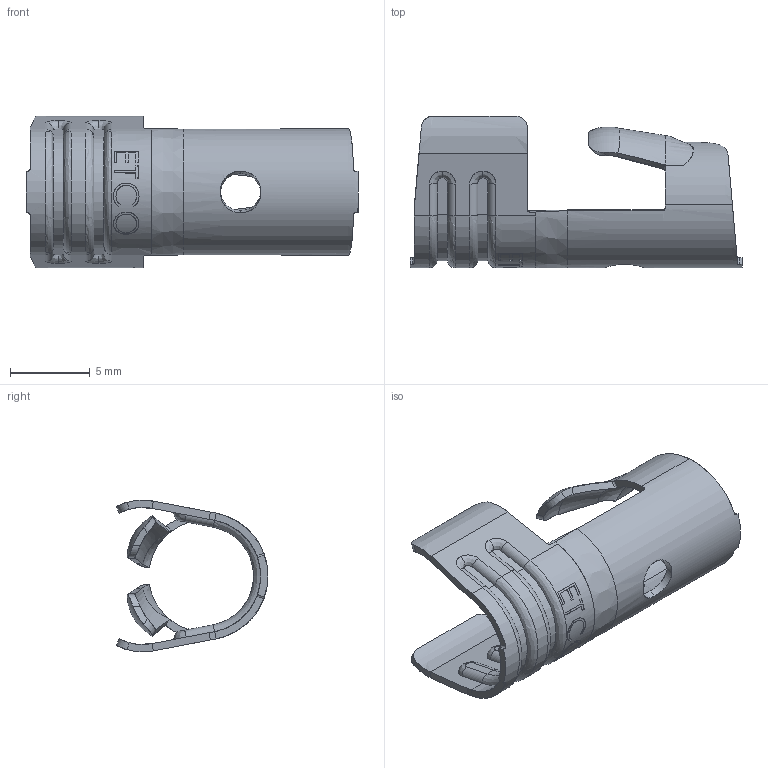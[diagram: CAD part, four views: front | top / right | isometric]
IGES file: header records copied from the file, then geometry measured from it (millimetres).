
Start section: SolidWorks IGES file using analytic representation for surfaces
Global section: file name: DT15E.IGS; native system: SolidWorks 2019; preprocessor: SolidWorks 2019; author: sjohnson; date: 191105.145357; units: inch
Bounding box: 20.83 x 9.53 x 9.52 mm (x, y, z)
Surface area: 828.7 mm2 (no closed solid volume)
Topology: 0 solids, 0 shells, 210 faces, 1806 edges, 1806 vertices
Faces by surface type: bspline 145, revolution 65
